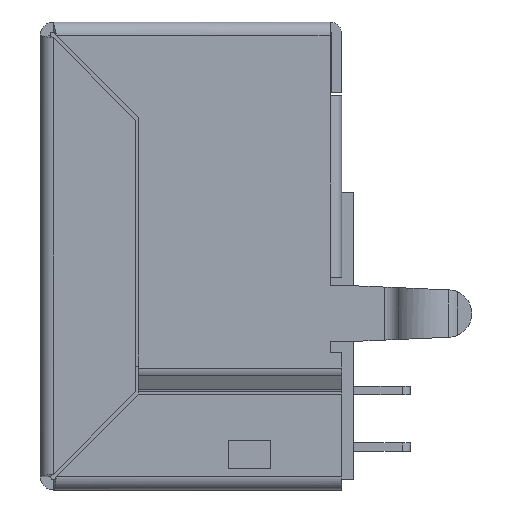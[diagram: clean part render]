
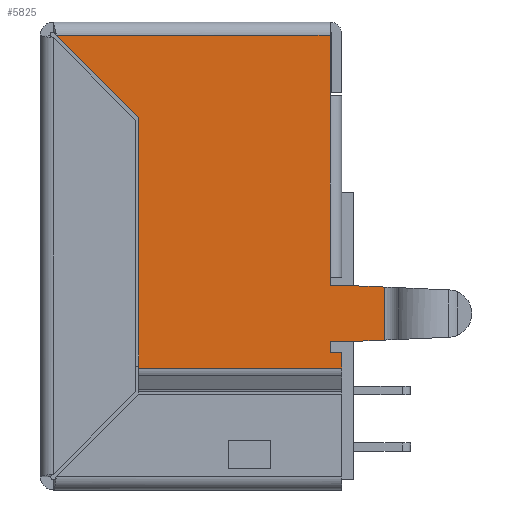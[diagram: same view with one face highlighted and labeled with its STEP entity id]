
A CAD part, left-side view. The second image highlights one B-rep face of the part: STEP entity #5825.
In plain terms, the highlighted planar face has unit normal (-1, 0, 0).
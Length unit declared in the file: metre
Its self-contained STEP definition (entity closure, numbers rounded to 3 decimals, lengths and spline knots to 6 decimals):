
#720=ORIENTED_EDGE('',*,*,#2320,.T.);
#721=ORIENTED_EDGE('',*,*,#2321,.T.);
#722=ORIENTED_EDGE('',*,*,#2322,.T.);
#723=ORIENTED_EDGE('',*,*,#2323,.T.);
#724=ORIENTED_EDGE('',*,*,#2324,.T.);
#725=ORIENTED_EDGE('',*,*,#2256,.T.);
#726=ORIENTED_EDGE('',*,*,#2319,.F.);
#727=ORIENTED_EDGE('',*,*,#2325,.T.);
#728=ORIENTED_EDGE('',*,*,#2326,.T.);
#729=ORIENTED_EDGE('',*,*,#2300,.T.);
#730=ORIENTED_EDGE('',*,*,#2327,.T.);
#731=ORIENTED_EDGE('',*,*,#2328,.T.);
#732=ORIENTED_EDGE('',*,*,#2265,.T.);
#733=ORIENTED_EDGE('',*,*,#2329,.T.);
#734=ORIENTED_EDGE('',*,*,#2330,.T.);
#2256=EDGE_CURVE('',#3077,#3079,#3612,.T.);
#2265=EDGE_CURVE('',#3088,#3089,#3621,.T.);
#2300=EDGE_CURVE('',#3118,#3119,#3646,.T.);
#2319=EDGE_CURVE('',#3133,#3079,#3661,.T.);
#2320=EDGE_CURVE('',#3134,#3135,#3662,.T.);
#2321=EDGE_CURVE('',#3135,#3136,#3663,.T.);
#2322=EDGE_CURVE('',#3136,#3137,#3664,.T.);
#2323=EDGE_CURVE('',#3137,#3138,#3665,.T.);
#2324=EDGE_CURVE('',#3138,#3077,#3666,.T.);
#2325=EDGE_CURVE('',#3133,#3139,#3667,.T.);
#2326=EDGE_CURVE('',#3139,#3118,#3668,.T.);
#2327=EDGE_CURVE('',#3119,#3140,#3669,.T.);
#2328=EDGE_CURVE('',#3140,#3088,#3670,.T.);
#2329=EDGE_CURVE('',#3089,#3141,#3671,.T.);
#2330=EDGE_CURVE('',#3141,#3134,#3672,.T.);
#3077=VERTEX_POINT('',#8624);
#3079=VERTEX_POINT('',#8629);
#3088=VERTEX_POINT('',#8651);
#3089=VERTEX_POINT('',#8652);
#3118=VERTEX_POINT('',#8721);
#3119=VERTEX_POINT('',#8723);
#3133=VERTEX_POINT('',#8760);
#3134=VERTEX_POINT('',#8764);
#3135=VERTEX_POINT('',#8765);
#3136=VERTEX_POINT('',#8767);
#3137=VERTEX_POINT('',#8769);
#3138=VERTEX_POINT('',#8771);
#3139=VERTEX_POINT('',#8774);
#3140=VERTEX_POINT('',#8777);
#3141=VERTEX_POINT('',#8780);
#3612=LINE('',#8630,#4302);
#3621=LINE('',#8650,#4311);
#3646=LINE('',#8724,#4336);
#3661=LINE('',#8761,#4351);
#3662=LINE('',#8763,#4352);
#3663=LINE('',#8766,#4353);
#3664=LINE('',#8768,#4354);
#3665=LINE('',#8770,#4355);
#3666=LINE('',#8772,#4356);
#3667=LINE('',#8773,#4357);
#3668=LINE('',#8775,#4358);
#3669=LINE('',#8776,#4359);
#3670=LINE('',#8778,#4360);
#3671=LINE('',#8779,#4361);
#3672=LINE('',#8781,#4362);
#4302=VECTOR('',#6967,1.);
#4311=VECTOR('',#6982,1.);
#4336=VECTOR('',#7041,1.);
#4351=VECTOR('',#7072,1.);
#4352=VECTOR('',#7075,1.);
#4353=VECTOR('',#7076,1.);
#4354=VECTOR('',#7077,1.);
#4355=VECTOR('',#7078,1.);
#4356=VECTOR('',#7079,1.);
#4357=VECTOR('',#7080,1.);
#4358=VECTOR('',#7081,1.);
#4359=VECTOR('',#7082,1.);
#4360=VECTOR('',#7083,1.);
#4361=VECTOR('',#7084,1.);
#4362=VECTOR('',#7085,1.);
#4931=EDGE_LOOP('',(#720,#721,#722,#723,#724,#725,#726,#727,#728,#729,#730,
#731,#732,#733,#734));
#5265=FACE_BOUND('',#4931,.T.);
#5575=PLANE('',#6279);
#5825=ADVANCED_FACE('',(#5265),#5575,.F.);
#6279=AXIS2_PLACEMENT_3D('',#8762,#7073,#7074);
#6967=DIRECTION('',(0.,0.,1.));
#6982=DIRECTION('',(0.,0.,1.));
#7041=DIRECTION('',(0.,-1.,0.));
#7072=DIRECTION('',(0.,-1.,0.));
#7073=DIRECTION('',(1.,0.,0.));
#7074=DIRECTION('',(0.,1.,0.));
#7075=DIRECTION('',(0.,0.,1.));
#7076=DIRECTION('',(0.,0.999,0.044));
#7077=DIRECTION('',(0.,1.,0.));
#7078=DIRECTION('',(0.,0.,1.));
#7079=DIRECTION('',(0.,0.,1.));
#7080=DIRECTION('',(0.,-0.707,-0.707));
#7081=DIRECTION('',(0.,0.,-1.));
#7082=DIRECTION('',(0.,0.,1.));
#7083=DIRECTION('',(0.,1.,0.));
#7084=DIRECTION('',(0.,-1.,0.));
#7085=DIRECTION('',(0.,-0.999,0.044));
#8624=CARTESIAN_POINT('',(-0.00602,0.00041,-0.0026));
#8629=CARTESIAN_POINT('',(-0.00602,0.00041,-0.00046));
#8630=CARTESIAN_POINT('',(-0.00602,0.00041,0.));
#8650=CARTESIAN_POINT('',(-0.00602,0.00041,0.));
#8651=CARTESIAN_POINT('',(-0.00602,0.00041,-0.01164));
#8652=CARTESIAN_POINT('',(-0.00602,0.00041,-0.01128));
#8721=CARTESIAN_POINT('',(-0.00602,0.00716,-0.0122));
#8723=CARTESIAN_POINT('',(-0.00602,0.,-0.0122));
#8724=CARTESIAN_POINT('',(-0.00602,0.,-0.0122));
#8760=CARTESIAN_POINT('',(-0.00602,0.01006,-0.00046));
#8761=CARTESIAN_POINT('',(-0.00602,0.00041,-0.00046));
#8762=CARTESIAN_POINT('',(-0.00602,0.,0.));
#8763=CARTESIAN_POINT('',(-0.00602,-0.0015,-0.01128));
#8764=CARTESIAN_POINT('',(-0.00602,-0.0015,-0.011215));
#8765=CARTESIAN_POINT('',(-0.00602,-0.0015,-0.009345));
#8766=CARTESIAN_POINT('',(-0.00602,0.000404,-0.009262));
#8767=CARTESIAN_POINT('',(-0.00602,0.,-0.00928));
#8768=CARTESIAN_POINT('',(-0.00602,0.00041,-0.00928));
#8769=CARTESIAN_POINT('',(-0.00602,0.00041,-0.00928));
#8770=CARTESIAN_POINT('',(-0.00602,0.00041,0.));
#8771=CARTESIAN_POINT('',(-0.00602,0.00041,-0.009));
#8772=CARTESIAN_POINT('',(-0.00602,0.00041,-0.009));
#8773=CARTESIAN_POINT('',(-0.00602,0.00526,-0.00526));
#8774=CARTESIAN_POINT('',(-0.00602,0.00716,-0.00336));
#8775=CARTESIAN_POINT('',(-0.00602,0.00716,0.));
#8776=CARTESIAN_POINT('',(-0.00602,0.,-0.01164));
#8777=CARTESIAN_POINT('',(-0.00602,0.,-0.01164));
#8778=CARTESIAN_POINT('',(-0.00602,0.00041,-0.01164));
#8779=CARTESIAN_POINT('',(-0.00602,0.00041,-0.01128));
#8780=CARTESIAN_POINT('',(-0.00602,0.,-0.01128));
#8781=CARTESIAN_POINT('',(-0.00602,-0.000492,-0.011259));
